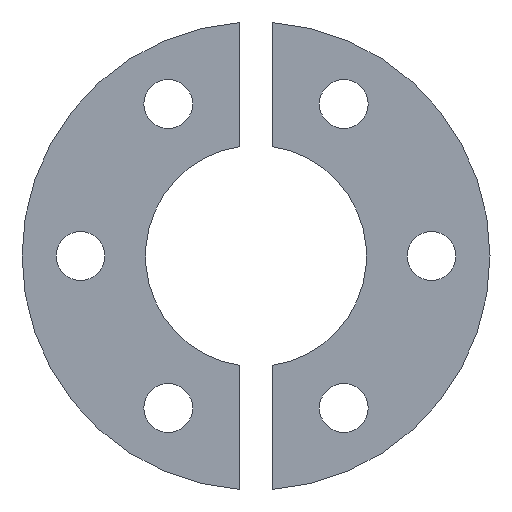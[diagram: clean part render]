
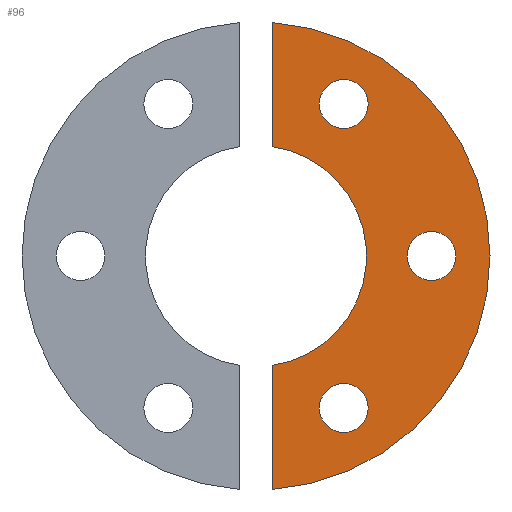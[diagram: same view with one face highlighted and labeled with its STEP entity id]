
A CAD part, front view. The second image highlights one B-rep face of the part: STEP entity #96.
In plain terms, the highlighted planar face has unit normal (0, -1, 0).
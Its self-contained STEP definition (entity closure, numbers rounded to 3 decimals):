
#3 = CARTESIAN_POINT ( 'NONE',  ( 1.75, -9.2, 11.872 ) ) ;
#28 = FACE_BOUND ( 'NONE', #151, .T. ) ;
#52 = DIRECTION ( 'NONE',  ( 0., -1., 0. ) ) ;
#53 = FACE_BOUND ( 'NONE', #248, .T. ) ;
#54 = AXIS2_PLACEMENT_3D ( 'NONE', #457, #203, #559 ) ;
#58 = VERTEX_POINT ( 'NONE', #938 ) ;
#70 = DIRECTION ( 'NONE',  ( 0., 0., -1. ) ) ;
#83 = VERTEX_POINT ( 'NONE', #907 ) ;
#91 = DIRECTION ( 'NONE',  ( 0., 0., 1. ) ) ;
#96 = ADVANCED_FACE ( 'NONE', ( #925, #28, #53, #454 ), #773, .F. ) ;
#108 = VERTEX_POINT ( 'NONE', #275 ) ;
#113 = DIRECTION ( 'NONE',  ( 0., 0., -1. ) ) ;
#115 = CIRCLE ( 'NONE', #697, 12. ) ;
#151 = EDGE_LOOP ( 'NONE', ( #843 ) ) ;
#167 = VECTOR ( 'NONE', #1033, 1000. ) ;
#168 = AXIS2_PLACEMENT_3D ( 'NONE', #396, #973, #1038 ) ;
#191 = CIRCLE ( 'NONE', #54, 2.65 ) ;
#198 = EDGE_CURVE ( 'NONE', #816, #816, #257, .T. ) ;
#203 = DIRECTION ( 'NONE',  ( 0., -1., 0. ) ) ;
#205 = CARTESIAN_POINT ( 'NONE',  ( 9.525, -9.2, 13.848 ) ) ;
#209 = AXIS2_PLACEMENT_3D ( 'NONE', #461, #540, #113 ) ;
#210 = CIRCLE ( 'NONE', #168, 25.4 ) ;
#230 = CARTESIAN_POINT ( 'NONE',  ( 1.75, -9.2, -25.34 ) ) ;
#247 = CARTESIAN_POINT ( 'NONE',  ( 19.05, -9.2, 0. ) ) ;
#248 = EDGE_LOOP ( 'NONE', ( #959 ) ) ;
#253 = CARTESIAN_POINT ( 'NONE',  ( 0., -9.2, 0. ) ) ;
#257 = CIRCLE ( 'NONE', #209, 2.65 ) ;
#275 = CARTESIAN_POINT ( 'NONE',  ( 1.75, -9.2, 25.34 ) ) ;
#380 = CIRCLE ( 'NONE', #912, 2.65 ) ;
#389 = EDGE_CURVE ( 'NONE', #901, #108, #786, .T. ) ;
#396 = CARTESIAN_POINT ( 'NONE',  ( 0., -9.2, 0. ) ) ;
#433 = EDGE_CURVE ( 'NONE', #108, #83, #210, .T. ) ;
#448 = CARTESIAN_POINT ( 'NONE',  ( 0., -9.2, 0. ) ) ;
#454 = FACE_OUTER_BOUND ( 'NONE', #572, .T. ) ;
#457 = CARTESIAN_POINT ( 'NONE',  ( 9.525, -9.2, 16.498 ) ) ;
#461 = CARTESIAN_POINT ( 'NONE',  ( 9.525, -9.2, -16.498 ) ) ;
#486 = ORIENTED_EDGE ( 'NONE', *, *, #749, .F. ) ;
#540 = DIRECTION ( 'NONE',  ( 0., -1., 0. ) ) ;
#542 = ORIENTED_EDGE ( 'NONE', *, *, #819, .F. ) ;
#559 = DIRECTION ( 'NONE',  ( 0., 0., -1. ) ) ;
#572 = EDGE_LOOP ( 'NONE', ( #747, #486, #542, #989 ) ) ;
#602 = VECTOR ( 'NONE', #812, 1000. ) ;
#617 = EDGE_LOOP ( 'NONE', ( #655 ) ) ;
#655 = ORIENTED_EDGE ( 'NONE', *, *, #962, .F. ) ;
#697 = AXIS2_PLACEMENT_3D ( 'NONE', #253, #52, #70 ) ;
#747 = ORIENTED_EDGE ( 'NONE', *, *, #389, .F. ) ;
#749 = EDGE_CURVE ( 'NONE', #855, #901, #115, .T. ) ;
#773 = PLANE ( 'NONE',  #993 ) ;
#786 = LINE ( 'NONE', #230, #602 ) ;
#805 = DIRECTION ( 'NONE',  ( 0., 0., -1. ) ) ;
#812 = DIRECTION ( 'NONE',  ( 0., 0., 1. ) ) ;
#816 = VERTEX_POINT ( 'NONE', #859 ) ;
#819 = EDGE_CURVE ( 'NONE', #83, #855, #1008, .T. ) ;
#841 = EDGE_CURVE ( 'NONE', #58, #58, #380, .T. ) ;
#843 = ORIENTED_EDGE ( 'NONE', *, *, #841, .F. ) ;
#855 = VERTEX_POINT ( 'NONE', #1025 ) ;
#859 = CARTESIAN_POINT ( 'NONE',  ( 9.525, -9.2, -19.148 ) ) ;
#873 = DIRECTION ( 'NONE',  ( 0., -1., 0. ) ) ;
#893 = CARTESIAN_POINT ( 'NONE',  ( 1.75, -9.2, -25.34 ) ) ;
#901 = VERTEX_POINT ( 'NONE', #3 ) ;
#907 = CARTESIAN_POINT ( 'NONE',  ( 1.75, -9.2, -25.34 ) ) ;
#912 = AXIS2_PLACEMENT_3D ( 'NONE', #247, #873, #805 ) ;
#925 = FACE_BOUND ( 'NONE', #617, .T. ) ;
#938 = CARTESIAN_POINT ( 'NONE',  ( 19.05, -9.2, -2.65 ) ) ;
#943 = VERTEX_POINT ( 'NONE', #205 ) ;
#959 = ORIENTED_EDGE ( 'NONE', *, *, #198, .F. ) ;
#962 = EDGE_CURVE ( 'NONE', #943, #943, #191, .T. ) ;
#973 = DIRECTION ( 'NONE',  ( 0., 1., 0. ) ) ;
#989 = ORIENTED_EDGE ( 'NONE', *, *, #433, .F. ) ;
#993 = AXIS2_PLACEMENT_3D ( 'NONE', #448, #1005, #91 ) ;
#1005 = DIRECTION ( 'NONE',  ( 0., 1., 0. ) ) ;
#1008 = LINE ( 'NONE', #893, #167 ) ;
#1025 = CARTESIAN_POINT ( 'NONE',  ( 1.75, -9.2, -11.872 ) ) ;
#1033 = DIRECTION ( 'NONE',  ( 0., 0., 1. ) ) ;
#1038 = DIRECTION ( 'NONE',  ( 0., 0., 1. ) ) ;
